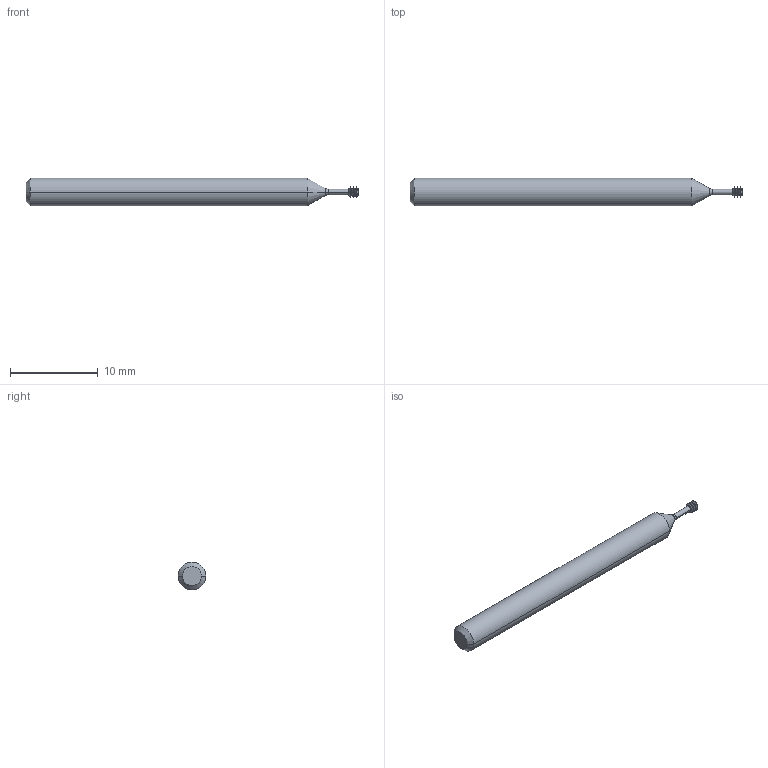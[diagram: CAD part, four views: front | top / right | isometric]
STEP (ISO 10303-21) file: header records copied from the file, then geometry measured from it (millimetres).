
FILE_DESCRIPTION (( 'STEP AP214' ), '1' );
FILE_NAME ('TMLR1.6-.35MM.STEP', '2019-04-25T19:24:52', ( '' ), ( '' ), 'SwSTEP 2.0', 'SolidWorks 2018', '' );
FILE_SCHEMA (( 'AUTOMOTIVE_DESIGN' ));
Length unit declared in the file: inch
Products named in the file (1): TMLR1.6-.35MM
Bounding box: 37.88 x 3.17 x 3.17 mm (x, y, z)
Volume: 260.6 mm3; surface area: 350 mm2
Topology: 1 solids, 1 shells, 39 faces, 88 edges, 52 vertices
Faces by surface type: cylinder 18, cone 16, plane 3, torus 2
Entity records: 1136 total; most frequent: DIRECTION 222, CARTESIAN_POINT 180, ORIENTED_EDGE 176, AXIS2_PLACEMENT_3D 94, EDGE_CURVE 88, CIRCLE 54, VERTEX_POINT 52, EDGE_LOOP 40
